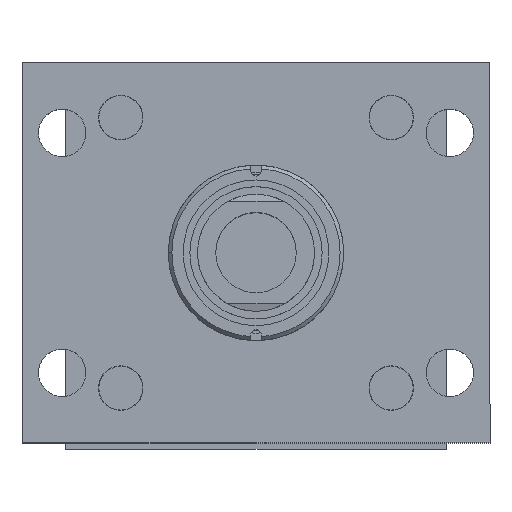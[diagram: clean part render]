
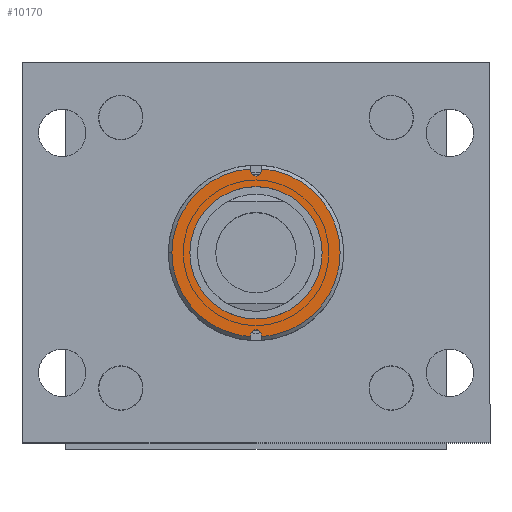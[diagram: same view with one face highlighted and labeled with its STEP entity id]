
A CAD part, top view. The second image highlights one B-rep face of the part: STEP entity #10170.
In plain terms, the highlighted planar face has unit normal (0, 0, 1).
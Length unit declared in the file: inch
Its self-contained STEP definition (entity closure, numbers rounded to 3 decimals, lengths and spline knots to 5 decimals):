
#108 = VERTEX_POINT ( 'NONE', #4985 ) ;
#190 = DIRECTION ( 'NONE',  ( 0., 0., -1. ) ) ;
#195 = DIRECTION ( 'NONE',  ( 1., 0., 0. ) ) ;
#309 = CIRCLE ( 'NONE', #5112, 0.094 ) ;
#366 = AXIS2_PLACEMENT_3D ( 'NONE', #7879, #1622, #5654 ) ;
#434 = LINE ( 'NONE', #3618, #4230 ) ;
#518 = CIRCLE ( 'NONE', #7213, 1.13104 ) ;
#788 = VERTEX_POINT ( 'NONE', #7480 ) ;
#852 = DIRECTION ( 'NONE',  ( 0., -1., 0. ) ) ;
#1049 = DIRECTION ( 'NONE',  ( 0., 0., 1. ) ) ;
#1052 = CARTESIAN_POINT ( 'NONE',  ( 19.2471, 43.55073, -2.93519 ) ) ;
#1272 = CARTESIAN_POINT ( 'NONE',  ( 20.37814, 42.4197, -2.93519 ) ) ;
#1566 = ORIENTED_EDGE ( 'NONE', *, *, #2482, .T. ) ;
#1622 = DIRECTION ( 'NONE',  ( 0., 0., -1. ) ) ;
#1654 = CARTESIAN_POINT ( 'NONE',  ( 19.1531, 40.98477, -2.93519 ) ) ;
#1798 = DIRECTION ( 'NONE',  ( 1., 0., 0. ) ) ;
#1879 = VECTOR ( 'NONE', #852, 39.37008 ) ;
#2106 = CARTESIAN_POINT ( 'NONE',  ( 19.3411, 41.0137, -2.93519 ) ) ;
#2149 = EDGE_CURVE ( 'NONE', #7724, #788, #7928, .T. ) ;
#2227 = VERTEX_POINT ( 'NONE', #6497 ) ;
#2471 = AXIS2_PLACEMENT_3D ( 'NONE', #8293, #1049, #195 ) ;
#2482 = EDGE_CURVE ( 'NONE', #5330, #4616, #5199, .T. ) ;
#2533 = AXIS2_PLACEMENT_3D ( 'NONE', #4062, #4910, #4987 ) ;
#2539 = FACE_OUTER_BOUND ( 'NONE', #8875, .T. ) ;
#2688 = DIRECTION ( 'NONE',  ( 0., 0., 1. ) ) ;
#2716 = ORIENTED_EDGE ( 'NONE', *, *, #10074, .T. ) ;
#2852 = CARTESIAN_POINT ( 'NONE',  ( 19.1531, 43.55073, -2.93519 ) ) ;
#3294 = AXIS2_PLACEMENT_3D ( 'NONE', #1052, #2688, #1798 ) ;
#3332 = CARTESIAN_POINT ( 'NONE',  ( 19.3411, 43.55073, -2.93519 ) ) ;
#3502 = ORIENTED_EDGE ( 'NONE', *, *, #6511, .T. ) ;
#3579 = DIRECTION ( 'NONE',  ( 0., 1., 0. ) ) ;
#3599 = DIRECTION ( 'NONE',  ( 1., 0., 0. ) ) ;
#3618 = CARTESIAN_POINT ( 'NONE',  ( 19.1531, 43.55073, -2.93519 ) ) ;
#3685 = DIRECTION ( 'NONE',  ( 0., -1., 0. ) ) ;
#3700 = VERTEX_POINT ( 'NONE', #1654 ) ;
#3824 = CIRCLE ( 'NONE', #5207, 1.438 ) ;
#3885 = EDGE_CURVE ( 'NONE', #6708, #7724, #309, .T. ) ;
#3997 = LINE ( 'NONE', #3332, #1879 ) ;
#4062 = CARTESIAN_POINT ( 'NONE',  ( 19.2471, 42.4197, -2.93519 ) ) ;
#4067 = ORIENTED_EDGE ( 'NONE', *, *, #8110, .T. ) ;
#4230 = VECTOR ( 'NONE', #3579, 39.37008 ) ;
#4453 = DIRECTION ( 'NONE',  ( 0., 0., -1. ) ) ;
#4600 = CIRCLE ( 'NONE', #2471, 0.094 ) ;
#4616 = VERTEX_POINT ( 'NONE', #1272 ) ;
#4644 = ORIENTED_EDGE ( 'NONE', *, *, #2149, .F. ) ;
#4659 = EDGE_CURVE ( 'NONE', #2227, #3700, #9381, .T. ) ;
#4698 = VERTEX_POINT ( 'NONE', #9378 ) ;
#4717 = CARTESIAN_POINT ( 'NONE',  ( 19.3411, 40.98477, -2.93519 ) ) ;
#4910 = DIRECTION ( 'NONE',  ( 0., 0., -1. ) ) ;
#4985 = CARTESIAN_POINT ( 'NONE',  ( 17.8091, 42.4197, -2.93519 ) ) ;
#4987 = DIRECTION ( 'NONE',  ( -1., 0., 0. ) ) ;
#5096 = CARTESIAN_POINT ( 'NONE',  ( 19.1531, 43.8257, -2.93519 ) ) ;
#5112 = AXIS2_PLACEMENT_3D ( 'NONE', #10073, #9197, #3599 ) ;
#5199 = CIRCLE ( 'NONE', #8996, 1.13104 ) ;
#5207 = AXIS2_PLACEMENT_3D ( 'NONE', #9279, #4453, #8441 ) ;
#5330 = VERTEX_POINT ( 'NONE', #5538 ) ;
#5361 = VECTOR ( 'NONE', #3685, 39.37008 ) ;
#5409 = DIRECTION ( 'NONE',  ( 0., 1., 0. ) ) ;
#5446 = ORIENTED_EDGE ( 'NONE', *, *, #8105, .F. ) ;
#5538 = CARTESIAN_POINT ( 'NONE',  ( 18.11607, 42.4197, -2.93519 ) ) ;
#5603 = CIRCLE ( 'NONE', #366, 1.438 ) ;
#5645 = DIRECTION ( 'NONE',  ( 0., 0., -1. ) ) ;
#5654 = DIRECTION ( 'NONE',  ( -1., 0., 0. ) ) ;
#6117 = EDGE_LOOP ( 'NONE', ( #1566, #2716 ) ) ;
#6422 = ORIENTED_EDGE ( 'NONE', *, *, #6472, .F. ) ;
#6472 = EDGE_CURVE ( 'NONE', #3700, #108, #5603, .T. ) ;
#6497 = CARTESIAN_POINT ( 'NONE',  ( 19.1531, 41.0137, -2.93519 ) ) ;
#6511 = EDGE_CURVE ( 'NONE', #6983, #7238, #3997, .T. ) ;
#6523 = DIRECTION ( 'NONE',  ( -1., 0., 0. ) ) ;
#6665 = PLANE ( 'NONE',  #3294 ) ;
#6708 = VERTEX_POINT ( 'NONE', #5096 ) ;
#6983 = VERTEX_POINT ( 'NONE', #2106 ) ;
#7213 = AXIS2_PLACEMENT_3D ( 'NONE', #9719, #5645, #6523 ) ;
#7238 = VERTEX_POINT ( 'NONE', #4717 ) ;
#7379 = EDGE_CURVE ( 'NONE', #108, #4698, #7906, .T. ) ;
#7454 = DIRECTION ( 'NONE',  ( -1., 0., 0. ) ) ;
#7470 = FACE_BOUND ( 'NONE', #6117, .T. ) ;
#7480 = CARTESIAN_POINT ( 'NONE',  ( 19.3411, 43.85462, -2.93519 ) ) ;
#7724 = VERTEX_POINT ( 'NONE', #8715 ) ;
#7879 = CARTESIAN_POINT ( 'NONE',  ( 19.2471, 42.4197, -2.93519 ) ) ;
#7906 = CIRCLE ( 'NONE', #2533, 1.438 ) ;
#7928 = LINE ( 'NONE', #9417, #9803 ) ;
#8091 = ORIENTED_EDGE ( 'NONE', *, *, #3885, .F. ) ;
#8105 = EDGE_CURVE ( 'NONE', #788, #7238, #3824, .T. ) ;
#8110 = EDGE_CURVE ( 'NONE', #6708, #4698, #434, .T. ) ;
#8293 = CARTESIAN_POINT ( 'NONE',  ( 19.2471, 41.0137, -2.93519 ) ) ;
#8441 = DIRECTION ( 'NONE',  ( -1., 0., 0. ) ) ;
#8472 = ORIENTED_EDGE ( 'NONE', *, *, #8496, .F. ) ;
#8496 = EDGE_CURVE ( 'NONE', #6983, #2227, #4600, .T. ) ;
#8715 = CARTESIAN_POINT ( 'NONE',  ( 19.3411, 43.8257, -2.93519 ) ) ;
#8875 = EDGE_LOOP ( 'NONE', ( #8472, #3502, #5446, #4644, #8091, #4067, #9054, #6422, #9075 ) ) ;
#8996 = AXIS2_PLACEMENT_3D ( 'NONE', #9742, #190, #7454 ) ;
#9054 = ORIENTED_EDGE ( 'NONE', *, *, #7379, .F. ) ;
#9075 = ORIENTED_EDGE ( 'NONE', *, *, #4659, .F. ) ;
#9197 = DIRECTION ( 'NONE',  ( 0., 0., 1. ) ) ;
#9279 = CARTESIAN_POINT ( 'NONE',  ( 19.2471, 42.4197, -2.93519 ) ) ;
#9378 = CARTESIAN_POINT ( 'NONE',  ( 19.1531, 43.85462, -2.93519 ) ) ;
#9381 = LINE ( 'NONE', #2852, #5361 ) ;
#9417 = CARTESIAN_POINT ( 'NONE',  ( 19.3411, 43.55073, -2.93519 ) ) ;
#9719 = CARTESIAN_POINT ( 'NONE',  ( 19.2471, 42.4197, -2.93519 ) ) ;
#9742 = CARTESIAN_POINT ( 'NONE',  ( 19.2471, 42.4197, -2.93519 ) ) ;
#9803 = VECTOR ( 'NONE', #5409, 39.37008 ) ;
#10073 = CARTESIAN_POINT ( 'NONE',  ( 19.2471, 43.8257, -2.93519 ) ) ;
#10074 = EDGE_CURVE ( 'NONE', #4616, #5330, #518, .T. ) ;
#10170 = ADVANCED_FACE ( 'NONE', ( #7470, #2539 ), #6665, .T. ) ;
